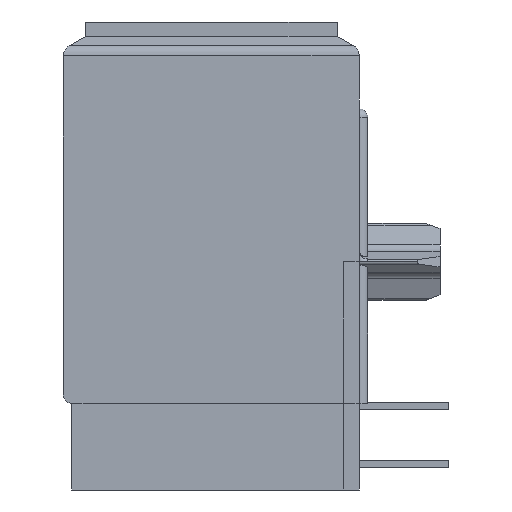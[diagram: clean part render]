
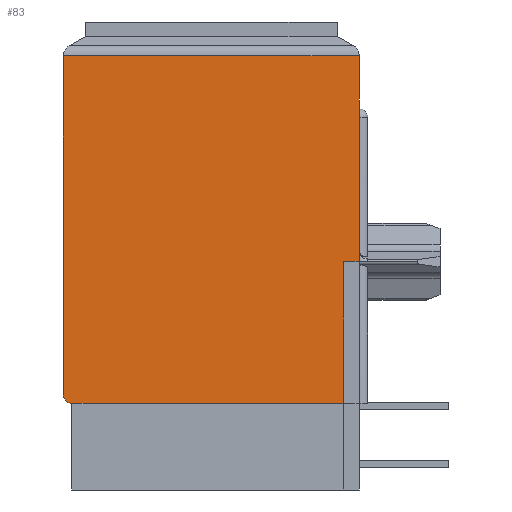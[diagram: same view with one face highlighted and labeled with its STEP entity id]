
A CAD part, left-side view. The second image highlights one B-rep face of the part: STEP entity #83.
In plain terms, the highlighted planar face has unit normal (-1, 0, 0).
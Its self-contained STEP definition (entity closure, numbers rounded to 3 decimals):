
#83=ADVANCED_FACE('',(#760),#761,.F.);
#760=FACE_OUTER_BOUND('',#2093,.T.);
#761=PLANE('',#2094);
#2093=EDGE_LOOP('',(#3789,#3790,#3791,#3792,#3793,#3794,#3795));
#2094=AXIS2_PLACEMENT_3D('',#3796,#3797,#3798);
#3789=ORIENTED_EDGE('',*,*,#9325,.F.);
#3790=ORIENTED_EDGE('',*,*,#9326,.T.);
#3791=ORIENTED_EDGE('',*,*,#9327,.T.);
#3792=ORIENTED_EDGE('',*,*,#9328,.T.);
#3793=ORIENTED_EDGE('',*,*,#9329,.F.);
#3794=ORIENTED_EDGE('',*,*,#9330,.F.);
#3795=ORIENTED_EDGE('',*,*,#9331,.T.);
#3796=CARTESIAN_POINT('',(-15.24,0.0,0.0));
#3797=DIRECTION('',(1.0,0.0,0.0));
#3798=DIRECTION('',(0.0,1.0,0.0));
#9325=EDGE_CURVE('',#11346,#11347,#11348,.T.);
#9326=EDGE_CURVE('',#11346,#11349,#11350,.T.);
#9327=EDGE_CURVE('',#11349,#11351,#11352,.T.);
#9328=EDGE_CURVE('',#11351,#11353,#11354,.T.);
#9329=EDGE_CURVE('',#11355,#11353,#11356,.T.);
#9330=EDGE_CURVE('',#11357,#11355,#11358,.T.);
#9331=EDGE_CURVE('',#11357,#11347,#11359,.T.);
#11346=VERTEX_POINT('',#14549);
#11347=VERTEX_POINT('',#14550);
#11348=LINE('',#14551,#14552);
#11349=VERTEX_POINT('',#14553);
#11350=CIRCLE('',#14554,0.381);
#11351=VERTEX_POINT('',#14555);
#11352=LINE('',#14556,#14557);
#11353=VERTEX_POINT('',#14558);
#11354=LINE('',#14559,#14560);
#11355=VERTEX_POINT('',#14561);
#11356=LINE('',#14562,#14563);
#11357=VERTEX_POINT('',#14564);
#11358=LINE('',#14565,#14566);
#11359=LINE('',#14567,#14568);
#14549=CARTESIAN_POINT('',(-15.24,6.502,-16.383));
#14550=CARTESIAN_POINT('',(-15.24,6.502,-1.486));
#14551=CARTESIAN_POINT('',(-15.24,6.502,-16.383));
#14552=VECTOR('',#19367,14.897);
#14553=CARTESIAN_POINT('',(-15.24,6.121,-16.764));
#14554=AXIS2_PLACEMENT_3D('',#19368,#19369,#19370);
#14555=CARTESIAN_POINT('',(-15.24,-5.817,-16.764));
#14556=CARTESIAN_POINT('',(-15.24,6.121,-16.764));
#14557=VECTOR('',#19371,11.938);
#14558=CARTESIAN_POINT('',(-15.24,-5.817,-10.541));
#14559=CARTESIAN_POINT('',(-15.24,-5.817,-16.764));
#14560=VECTOR('',#19372,6.223);
#14561=CARTESIAN_POINT('',(-15.24,-6.502,-10.541));
#14562=CARTESIAN_POINT('',(-15.24,-6.502,-10.541));
#14563=VECTOR('',#19373,0.686);
#14564=CARTESIAN_POINT('',(-15.24,-6.502,-1.486));
#14565=CARTESIAN_POINT('',(-15.24,-6.502,-1.486));
#14566=VECTOR('',#19374,9.055);
#14567=CARTESIAN_POINT('',(-15.24,-6.502,-1.486));
#14568=VECTOR('',#19375,13.005);
#19367=DIRECTION('',(0.0,0.0,1.0));
#19368=CARTESIAN_POINT('',(-15.24,6.121,-16.383));
#19369=DIRECTION('',(-1.0,0.0,0.0));
#19370=DIRECTION('',(0.0,1.0,0.0));
#19371=DIRECTION('',(0.0,-1.0,0.0));
#19372=DIRECTION('',(0.0,0.0,1.0));
#19373=DIRECTION('',(0.0,1.0,0.0));
#19374=DIRECTION('',(0.0,0.0,-1.0));
#19375=DIRECTION('',(0.0,1.0,0.0));
